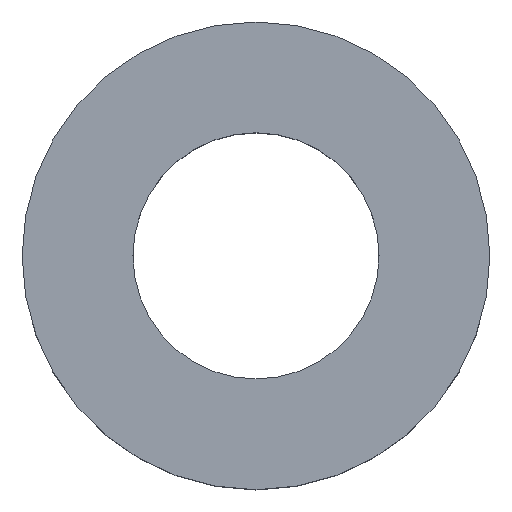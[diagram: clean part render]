
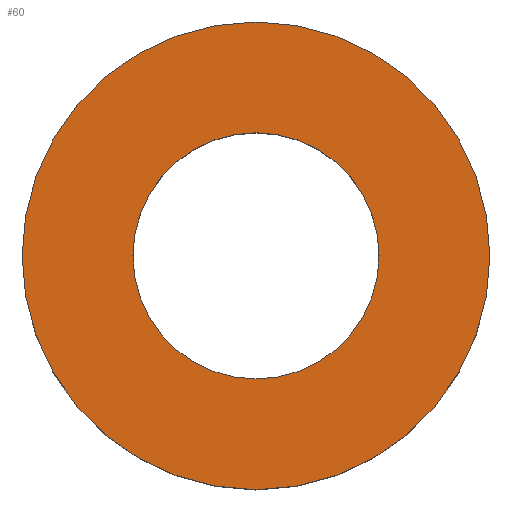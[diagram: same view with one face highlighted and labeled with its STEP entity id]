
A CAD part, top view. The second image highlights one B-rep face of the part: STEP entity #60.
In plain terms, the highlighted planar face has unit normal (0, 0, 1).
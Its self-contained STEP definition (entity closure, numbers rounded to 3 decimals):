
#17=FACE_BOUND('',#27,.T.);
#21=FACE_OUTER_BOUND('',#26,.T.);
#26=EDGE_LOOP('',(#46));
#27=EDGE_LOOP('',(#47));
#34=CIRCLE('',#69,4.75);
#35=CIRCLE('',#70,2.5);
#38=VERTEX_POINT('',#98);
#39=VERTEX_POINT('',#100);
#42=EDGE_CURVE('',#38,#38,#34,.T.);
#43=EDGE_CURVE('',#39,#39,#35,.T.);
#46=ORIENTED_EDGE('',*,*,#42,.T.);
#47=ORIENTED_EDGE('',*,*,#43,.T.);
#53=PLANE('',#68);
#60=ADVANCED_FACE('',(#21,#17),#53,.T.);
#68=AXIS2_PLACEMENT_3D('',#97,#81,#82);
#69=AXIS2_PLACEMENT_3D('',#99,#83,#84);
#70=AXIS2_PLACEMENT_3D('',#101,#85,#86);
#81=DIRECTION('center_axis',(0.,0.,1.));
#82=DIRECTION('ref_axis',(1.,0.,0.));
#83=DIRECTION('center_axis',(0.,0.,1.));
#84=DIRECTION('ref_axis',(1.,0.,0.));
#85=DIRECTION('center_axis',(0.,0.,-1.));
#86=DIRECTION('ref_axis',(1.,0.,0.));
#97=CARTESIAN_POINT('Origin',(0.,0.,1.563));
#98=CARTESIAN_POINT('',(-4.75,0.,1.563));
#99=CARTESIAN_POINT('Origin',(0.,0.,1.563));
#100=CARTESIAN_POINT('',(-2.5,0.,1.563));
#101=CARTESIAN_POINT('Origin',(0.,0.,1.563));
